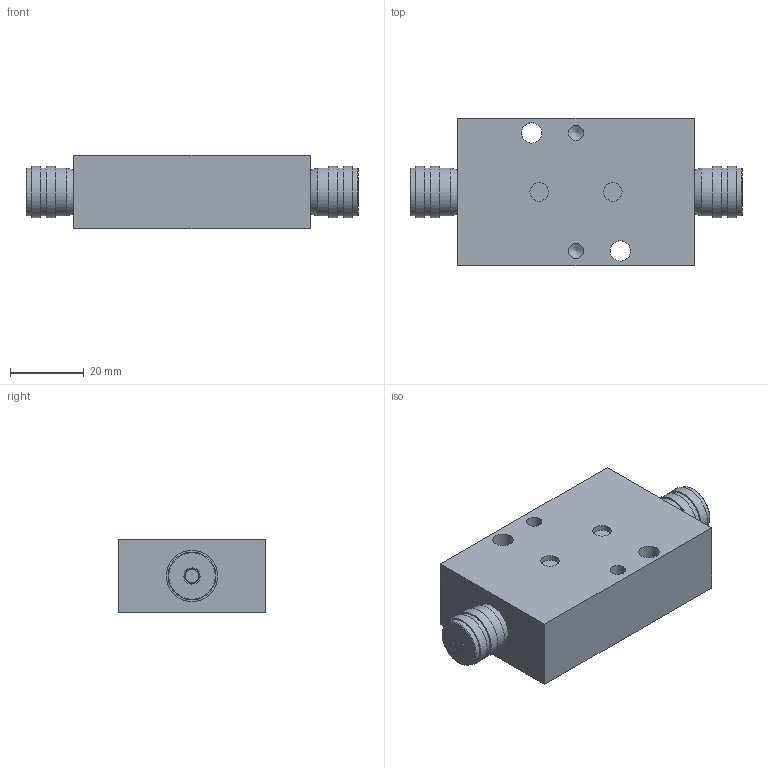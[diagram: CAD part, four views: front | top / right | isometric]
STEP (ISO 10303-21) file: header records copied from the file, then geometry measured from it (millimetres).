
FILE_DESCRIPTION (( 'STEP AP214' ), '1' );
FILE_NAME ('KN-065-DRH_Airtec.step', '2018-06-26T09:52:02', ( '' ), ( '' ), 'SwSTEP 2.0', 'SolidWorks 2010', '' );
FILE_SCHEMA (( 'AUTOMOTIVE_DESIGN' ));
Length unit declared in the file: millimetre
Products named in the file (1): KN-065-DRH_Airtec
Bounding box: 90 x 40 x 20 mm (x, y, z)
Volume: 52308.2 mm3; surface area: 11792.6 mm2
Topology: 1 solids, 1 shells, 54 faces, 101 edges, 65 vertices
Faces by surface type: plane 22, cylinder 21, cone 11
Full cylindrical faces by diameter (mm): 4 x2, 4.134 x2, 5 x2, 5.5 x3, 13 x6, 13.9 x4, 20 x2
Entity records: 1266 total; most frequent: DIRECTION 222, CARTESIAN_POINT 175, ORIENTED_EDGE 124, EDGE_LOOP 106, AXIS2_PLACEMENT_3D 105, FACE_OUTER_BOUND 75, EDGE_CURVE 62, VERTEX_POINT 58
